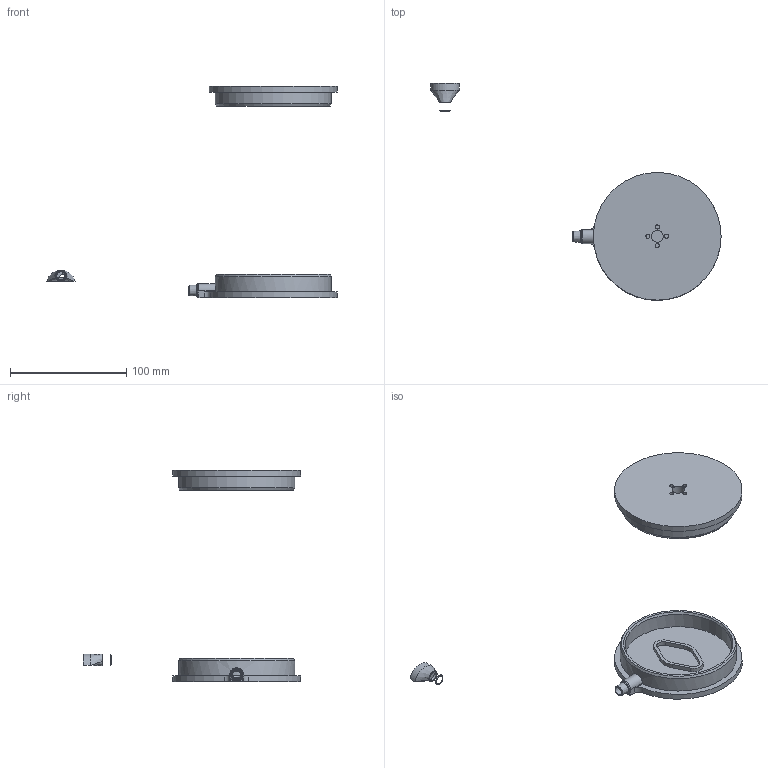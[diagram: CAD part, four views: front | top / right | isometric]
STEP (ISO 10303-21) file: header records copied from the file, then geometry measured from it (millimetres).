
FILE_DESCRIPTION(/* description */ (''),/* implementation_level */ '2;1');
FILE_NAME(/* name */ 'Blowing Module.step',/* time_stamp */ '2022-01-11T11:34:58+00:00',/* author */ (''),/* organization */ (''),/* preprocessor_version */ 'ST-DEVELOPER v18.1',/* originating_system */ 'Autodesk Translation Framework v10.10.0.1391',/* authorisation */ '');
FILE_SCHEMA (('AUTOMOTIVE_DESIGN { 1 0 10303 214 3 1 1 }'));
Length unit declared in the file: millimetre
Products named in the file (5): Bellows Test; Bottom Cap; Top Cap; Pipe→Mouthpiece Coupler; Standard Mouthpiece Form
Assembly tree (4 placements, depth 3):
  Bellows Test
    Bottom Cap
    Top Cap
    Pipe→Mouthpiece Coupler
      Standard Mouthpiece Form
Bounding box: 249.9 x 186.85 x 181.96 mm (x, y, z)
Volume: 130980.7 mm3; surface area: 61896.9 mm2
Topology: 4 solids, 4 shells, 92 faces, 218 edges, 140 vertices
Faces by surface type: plane 36, cylinder 34, cone 10, bspline 8, torus 4
Full cylindrical faces by diameter (mm): 3.5 x4, 8 x1, 10.2 x1, 92 x2, 100 x2, 110 x1
Entity records: 3657 total; most frequent: CARTESIAN_POINT 1321, DIRECTION 486, ORIENTED_EDGE 436, EDGE_CURVE 218, AXIS2_PLACEMENT_3D 195, VERTEX_POINT 140, EDGE_LOOP 114, CIRCLE 102
